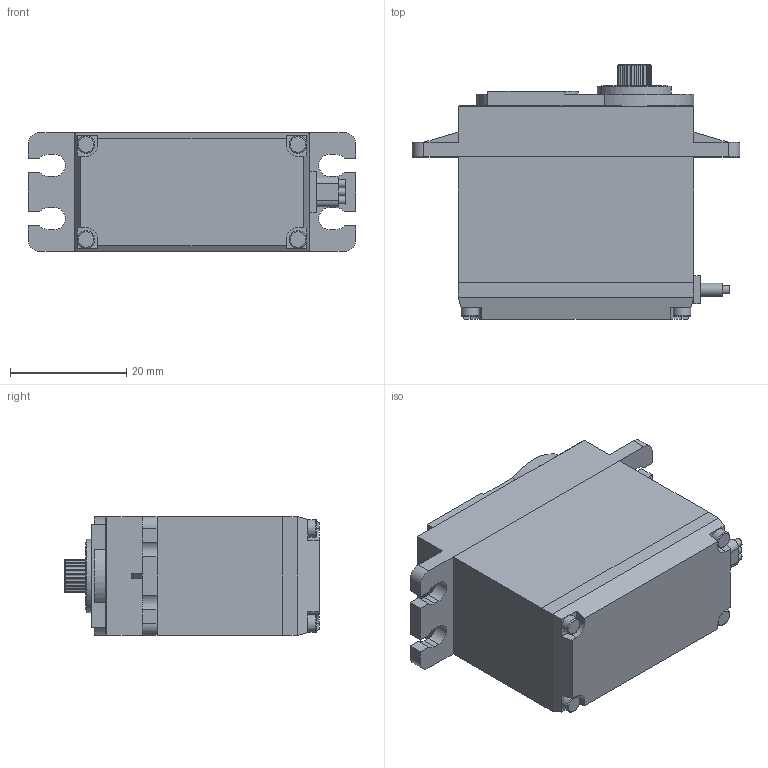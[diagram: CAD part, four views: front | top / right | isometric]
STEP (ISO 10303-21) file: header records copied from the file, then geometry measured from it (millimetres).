
FILE_DESCRIPTION(/* description */ (''),/* implementation_level */ '2;1');
FILE_NAME(/* name */ 'Servo v2.step',/* time_stamp */ '2018-09-09T16:40:21-04:00',/* author */ ('Xaveagle'),/* organization */ (''),/* preprocessor_version */ 'ST-DEVELOPER v17.2',/* originating_system */ 'Autodesk Translation Framework v7.6.0.251',/* authorisation */ '');
FILE_SCHEMA (('AUTOMOTIVE_DESIGN { 1 0 10303 214 3 1 1 }'));
Length unit declared in the file: millimetre
Products named in the file (1): Servo
Bounding box: 56.39 x 43.84 x 20.45 mm (x, y, z)
Volume: 32458.9 mm3; surface area: 7530.7 mm2
Topology: 7 solids, 7 shells, 228 faces, 611 edges, 402 vertices
Faces by surface type: plane 117, cylinder 103, torus 4, bspline 3, cone 1
Full cylindrical faces by diameter (mm): 3.048 x4, 3.556 x10, 11.43 x1, 12.7 x1
Entity records: 17389 total; most frequent: CARTESIAN_POINT 11494, ORIENTED_EDGE 1222, DIRECTION 1200, EDGE_CURVE 611, AXIS2_PLACEMENT_3D 417, VERTEX_POINT 402, LINE 366, VECTOR 366
